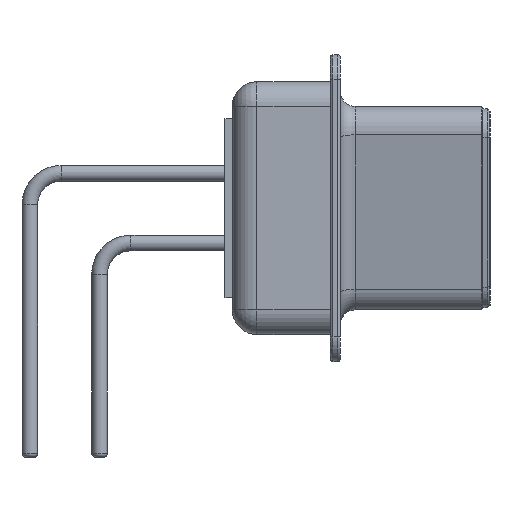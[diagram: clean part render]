
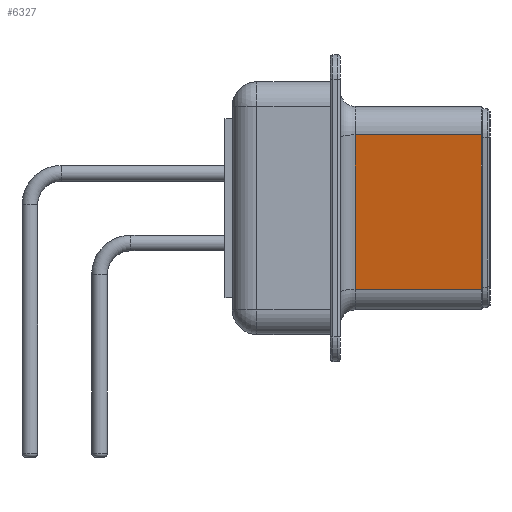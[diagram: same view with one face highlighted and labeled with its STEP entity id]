
A CAD part, left-side view. The second image highlights one B-rep face of the part: STEP entity #6327.
In plain terms, the highlighted planar face has unit normal (-0.986, 0, -0.165).
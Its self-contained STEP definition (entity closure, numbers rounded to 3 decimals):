
#6081 = VERTEX_POINT('',#6082);
#6082 = CARTESIAN_POINT('',(-52.136,-13.25,9.235));
#6133 = VERTEX_POINT('',#6134);
#6134 = CARTESIAN_POINT('',(-51.084,-13.25,2.935));
#6141 = EDGE_CURVE('',#6081,#6133,#6142,.T.);
#6142 = LINE('',#6143,#6144);
#6143 = CARTESIAN_POINT('',(-52.136,-13.25,9.235));
#6144 = VECTOR('',#6145,1.);
#6145 = DIRECTION('',(0.165,0.,-0.986
));
#6284 = EDGE_CURVE('',#6081,#6285,#6287,.T.);
#6285 = VERTEX_POINT('',#6286);
#6286 = CARTESIAN_POINT('',(-52.136,-18.4,9.235));
#6287 = LINE('',#6288,#6289);
#6288 = CARTESIAN_POINT('',(-52.136,-12.65,9.235));
#6289 = VECTOR('',#6290,1.);
#6290 = DIRECTION('',(0.,-1.,0.));
#6327 = ADVANCED_FACE('',(#6328),#6346,.T.);
#6328 = FACE_BOUND('',#6329,.T.);
#6329 = EDGE_LOOP('',(#6330,#6338,#6344,#6345));
#6330 = ORIENTED_EDGE('',*,*,#6331,.T.);
#6331 = EDGE_CURVE('',#6133,#6332,#6334,.T.);
#6332 = VERTEX_POINT('',#6333);
#6333 = CARTESIAN_POINT('',(-51.084,-18.4,2.935));
#6334 = LINE('',#6335,#6336);
#6335 = CARTESIAN_POINT('',(-51.084,-12.65,2.935));
#6336 = VECTOR('',#6337,1.);
#6337 = DIRECTION('',(0.,-1.,0.));
#6338 = ORIENTED_EDGE('',*,*,#6339,.F.);
#6339 = EDGE_CURVE('',#6285,#6332,#6340,.T.);
#6340 = LINE('',#6341,#6342);
#6341 = CARTESIAN_POINT('',(-52.136,-18.4,9.235));
#6342 = VECTOR('',#6343,1.);
#6343 = DIRECTION('',(0.165,0.,-0.986
));
#6344 = ORIENTED_EDGE('',*,*,#6284,.F.);
#6345 = ORIENTED_EDGE('',*,*,#6141,.T.);
#6346 = PLANE('',#6347);
#6347 = AXIS2_PLACEMENT_3D('',#6348,#6349,#6350);
#6348 = CARTESIAN_POINT('',(-50.945,-12.65,2.1));
#6349 = DIRECTION('',(-0.986,0.,
-0.165));
#6350 = DIRECTION('',(-0.165,0.,0.986)
);
